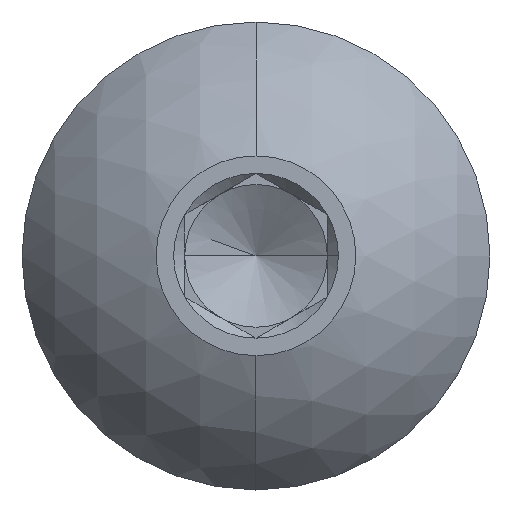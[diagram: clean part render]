
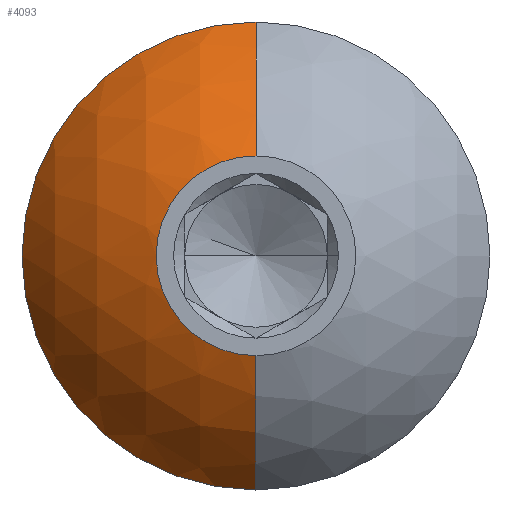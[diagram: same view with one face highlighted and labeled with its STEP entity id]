
A CAD part, top view. The second image highlights one B-rep face of the part: STEP entity #4093.
In plain terms, the highlighted spherical face has radius 2.415 mm.
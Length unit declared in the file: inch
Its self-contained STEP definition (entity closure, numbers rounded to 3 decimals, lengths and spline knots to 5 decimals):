
#276 = DIRECTION ( 'NONE',  ( 1., 0., 0. ) ) ;
#367 = AXIS2_PLACEMENT_3D ( 'NONE', #1405, #3870, #423 ) ;
#423 = DIRECTION ( 'NONE',  ( 0., 1., 0. ) ) ;
#703 = EDGE_CURVE ( 'NONE', #4034, #3241, #737, .T. ) ;
#737 = CIRCLE ( 'NONE', #4156, 0.09507 ) ;
#824 = CARTESIAN_POINT ( 'NONE',  ( 0., -0.035, 0.17925 ) ) ;
#946 = DIRECTION ( 'NONE',  ( 0., 0., 1. ) ) ;
#1129 = DIRECTION ( 'NONE',  ( 0., -1., 0. ) ) ;
#1146 = CIRCLE ( 'NONE', #2665, 0.09507 ) ;
#1390 = DIRECTION ( 'NONE',  ( 1., 0., 0. ) ) ;
#1392 = ORIENTED_EDGE ( 'NONE', *, *, #2971, .F. ) ;
#1405 = CARTESIAN_POINT ( 'NONE',  ( 0., 0., 0.09086 ) ) ;
#1582 = ORIENTED_EDGE ( 'NONE', *, *, #703, .T. ) ;
#1617 = VERTEX_POINT ( 'NONE', #2289 ) ;
#1676 = DIRECTION ( 'NONE',  ( 1., 0., 0. ) ) ;
#1789 = CARTESIAN_POINT ( 'NONE',  ( 0., 0., 0.17925 ) ) ;
#1879 = CARTESIAN_POINT ( 'NONE',  ( 0., 0., 0.13896 ) ) ;
#1914 = CIRCLE ( 'NONE', #2315, 0.035 ) ;
#2023 = DIRECTION ( 'NONE',  ( 0., 0., -1. ) ) ;
#2096 = AXIS2_PLACEMENT_3D ( 'NONE', #4455, #946, #276 ) ;
#2267 = EDGE_LOOP ( 'NONE', ( #2811, #1582, #4250, #1392, #2703 ) ) ;
#2289 = CARTESIAN_POINT ( 'NONE',  ( 0., 0.035, 0.17925 ) ) ;
#2300 = CARTESIAN_POINT ( 'NONE',  ( -0.082, 0., 0.13896 ) ) ;
#2315 = AXIS2_PLACEMENT_3D ( 'NONE', #1789, #3880, #1390 ) ;
#2518 = DIRECTION ( 'NONE',  ( -1., 0., 0. ) ) ;
#2665 = AXIS2_PLACEMENT_3D ( 'NONE', #3764, #1676, #2023 ) ;
#2703 = ORIENTED_EDGE ( 'NONE', *, *, #4106, .T. ) ;
#2706 = EDGE_CURVE ( 'NONE', #3392, #4034, #3433, .T. ) ;
#2811 = ORIENTED_EDGE ( 'NONE', *, *, #2706, .T. ) ;
#2971 = EDGE_CURVE ( 'NONE', #3450, #1617, #1146, .T. ) ;
#3070 = FACE_OUTER_BOUND ( 'NONE', #2267, .T. ) ;
#3167 = EDGE_CURVE ( 'NONE', #1617, #3241, #1914, .T. ) ;
#3200 = CARTESIAN_POINT ( 'NONE',  ( 0., 0., 0.09086 ) ) ;
#3224 = DIRECTION ( 'NONE',  ( 0., 0., 1. ) ) ;
#3241 = VERTEX_POINT ( 'NONE', #824 ) ;
#3319 = AXIS2_PLACEMENT_3D ( 'NONE', #1879, #3224, #3626 ) ;
#3392 = VERTEX_POINT ( 'NONE', #2300 ) ;
#3403 = CARTESIAN_POINT ( 'NONE',  ( 0., 0.082, 0.13896 ) ) ;
#3433 = CIRCLE ( 'NONE', #2096, 0.082 ) ;
#3450 = VERTEX_POINT ( 'NONE', #3403 ) ;
#3529 = CARTESIAN_POINT ( 'NONE',  ( 0., -0.082, 0.13896 ) ) ;
#3626 = DIRECTION ( 'NONE',  ( 1., 0., 0. ) ) ;
#3764 = CARTESIAN_POINT ( 'NONE',  ( 0., 0., 0.09086 ) ) ;
#3775 = SPHERICAL_SURFACE ( 'NONE', #367, 0.09507 ) ;
#3870 = DIRECTION ( 'NONE',  ( -1., 0., 0. ) ) ;
#3880 = DIRECTION ( 'NONE',  ( 0., 0., 1. ) ) ;
#4034 = VERTEX_POINT ( 'NONE', #3529 ) ;
#4093 = ADVANCED_FACE ( 'NONE', ( #3070 ), #3775, .T. ) ;
#4106 = EDGE_CURVE ( 'NONE', #3450, #3392, #4454, .T. ) ;
#4156 = AXIS2_PLACEMENT_3D ( 'NONE', #3200, #2518, #1129 ) ;
#4250 = ORIENTED_EDGE ( 'NONE', *, *, #3167, .F. ) ;
#4454 = CIRCLE ( 'NONE', #3319, 0.082 ) ;
#4455 = CARTESIAN_POINT ( 'NONE',  ( 0., 0., 0.13896 ) ) ;
